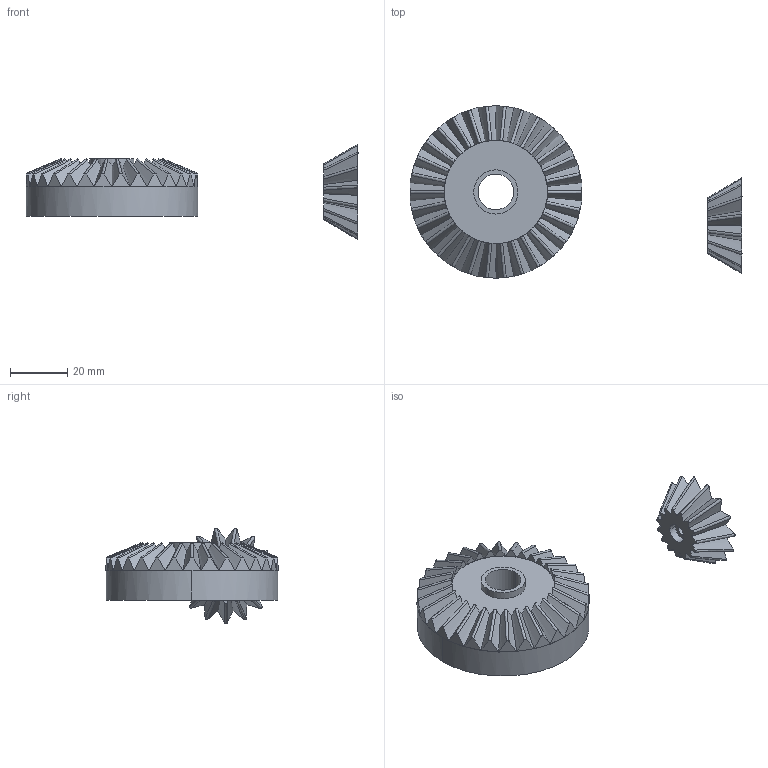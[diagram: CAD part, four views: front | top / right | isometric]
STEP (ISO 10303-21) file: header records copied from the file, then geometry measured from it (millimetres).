
FILE_DESCRIPTION(/* description */ (''),/* implementation_level */ '2;1');
FILE_NAME(/* name */ 'bearing2',/* time_stamp */ '2024-12-01T11:31:41+03:00',/* author */ (''),/* organization */ (''),/* preprocessor_version */ 'ST-DEVELOPER v19.2',/* originating_system */ 'Rhino 8.12',/* authorisation */ '');
FILE_SCHEMA (('CONFIG_CONTROL_DESIGN'));
Length unit declared in the file: millimetre
Products named in the file (1): Document
Bounding box: 115.98 x 60.33 x 33.45 mm (x, y, z)
Volume: 44191 mm3; surface area: 15284.7 mm2
Topology: 2 solids, 2 shells, 344 faces, 793 edges, 458 vertices
Faces by surface type: bspline 195, plane 105, cylinder 44
Entity records: 16726 total; most frequent: CARTESIAN_POINT 11206, ORIENTED_EDGE 1586, EDGE_CURVE 793, B_SPLINE_CURVE_WITH_KNOTS 467, VERTEX_POINT 458, EDGE_LOOP 353, ADVANCED_FACE 344, FACE_OUTER_BOUND 344
